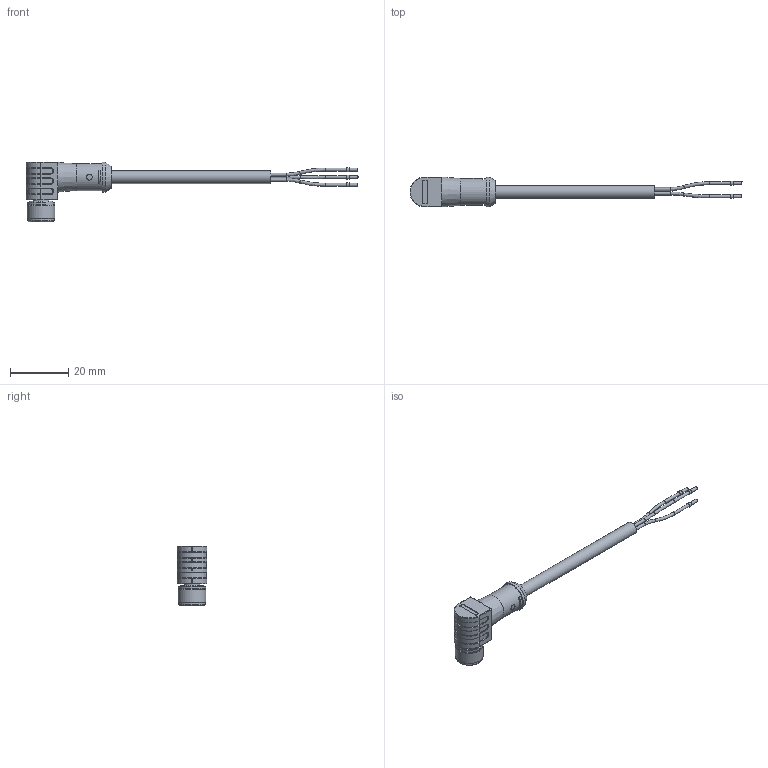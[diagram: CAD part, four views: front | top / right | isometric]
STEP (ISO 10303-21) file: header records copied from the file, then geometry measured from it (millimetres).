
FILE_DESCRIPTION(/* description */ (''),/* implementation_level */ '2;1');
FILE_NAME(/* name */ 'HT-SWKP3_S2430.stp',/* time_stamp */ '2016-05-25T11:50:56+02:00',/* author */ (''),/* organization */ (''),/* preprocessor_version */ 'ST-DEVELOPER v16',/* originating_system */ 'SIEMENS PLM Software NX 10.0',/* authorisation */ '');
FILE_SCHEMA (('AUTOMOTIVE_DESIGN { 1 0 10303 214 3 1 1 1 }'));
Length unit declared in the file: millimetre
Products named in the file (1): HT-SWKP3_S2430
Bounding box: 114.3 x 10.3 x 20.5 mm (x, y, z)
Volume: 3900.9 mm3; surface area: 2919.4 mm2
Topology: 1 solids, 1 shells, 242 faces, 598 edges, 449 vertices
Faces by surface type: cylinder 103, plane 67, torus 49, bspline 12, cone 7, sphere 4
Full cylindrical faces by diameter (mm): 1.054 x9, 1.075 x3, 1.4 x3, 2 x1, 4.4 x1, 5.65 x1, 5.725 x1, 6.95 x1, 7.2 x1, 8.2 x1, 9.2 x1, 9.3 x1, 9.6 x2, 10.3 x1
Entity records: 7233 total; most frequent: CARTESIAN_POINT 1470, DIRECTION 1278, ORIENTED_EDGE 926, AXIS2_PLACEMENT_3D 534, EDGE_CURVE 463, EDGE_LOOP 312, CIRCLE 303, VERTEX_POINT 293
